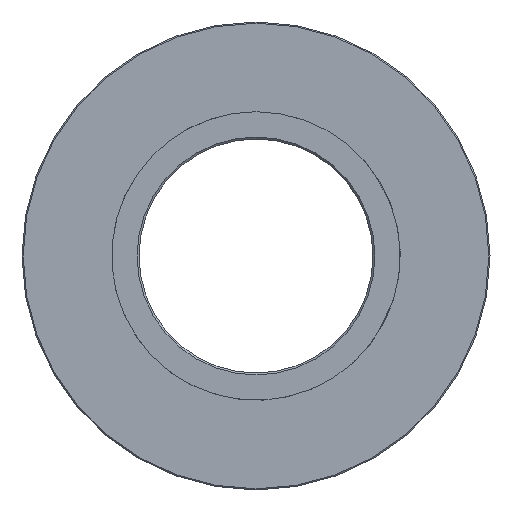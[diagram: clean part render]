
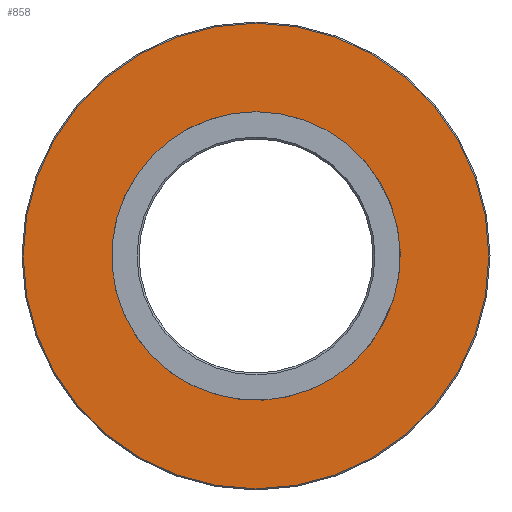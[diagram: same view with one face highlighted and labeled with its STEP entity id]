
A CAD part, left-side view. The second image highlights one B-rep face of the part: STEP entity #858.
In plain terms, the highlighted planar face has unit normal (-1, 0, 0).
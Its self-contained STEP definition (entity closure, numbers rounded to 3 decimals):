
#146=PLANE($,#927);
#197=FACE_BOUND($,#286,.T.);
#198=FACE_BOUND($,#287,.T.);
#286=EDGE_LOOP($,(#637));
#287=EDGE_LOOP($,(#638));
#371=CIRCLE($,#923,59.7);
#374=CIRCLE($,#928,37.);
#423=VERTEX_POINT($,#1289);
#426=VERTEX_POINT($,#1297);
#511=EDGE_CURVE($,#423,#423,#371,.T.);
#514=EDGE_CURVE($,#426,#426,#374,.T.);
#637=ORIENTED_EDGE($,*,*,#514,.T.);
#638=ORIENTED_EDGE($,*,*,#511,.F.);
#858=ADVANCED_FACE($,(#197,#198),#146,.T.);
#923=AXIS2_PLACEMENT_3D($,#1290,#1044,#1045);
#927=AXIS2_PLACEMENT_3D($,#1296,#1052,#1053);
#928=AXIS2_PLACEMENT_3D($,#1298,#1054,#1055);
#1044=DIRECTION('center_axis',(1.,0.,0.));
#1045=DIRECTION('ref_axis',(0.,-1.,0.));
#1052=DIRECTION('center_axis',(-1.,0.,0.));
#1053=DIRECTION('ref_axis',(0.,0.,1.));
#1054=DIRECTION('center_axis',(1.,0.,0.));
#1055=DIRECTION('ref_axis',(0.,0.,-1.));
#1289=CARTESIAN_POINT('',(0.,59.7,0.));
#1290=CARTESIAN_POINT('Origin',(0.,0.,0.));
#1296=CARTESIAN_POINT('Origin',(0.,48.5,0.));
#1297=CARTESIAN_POINT('',(0.,0.,
37.));
#1298=CARTESIAN_POINT('Origin',(0.,0.,0.));
